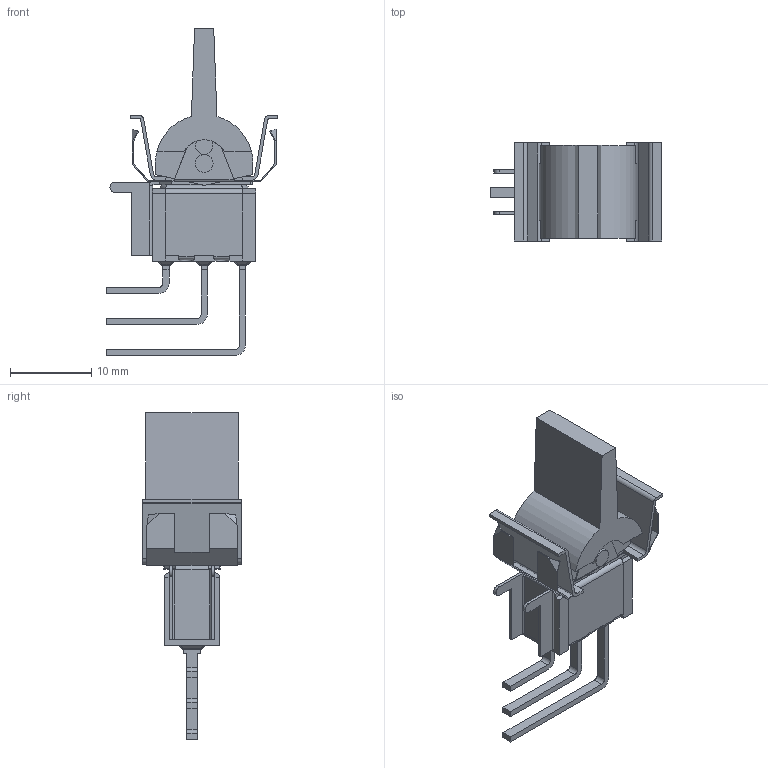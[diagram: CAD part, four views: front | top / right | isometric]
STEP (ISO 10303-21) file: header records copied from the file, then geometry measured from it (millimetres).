
FILE_DESCRIPTION(/* description */ (''),/* implementation_level */ '2;1');
FILE_NAME(/* name */ '300SPxR8xxxM7xE.stp',/* time_stamp */ '2026-01-23T21:49:40-06:00',/* author */ ('jmeyers'),/* organization */ (''),/* preprocessor_version */ 'ST-DEVELOPER v18.1',/* originating_system */ 'Autodesk Inventor 2022',/* authorisation */ '');
FILE_SCHEMA (('AUTOMOTIVE_DESIGN { 1 0 10303 214 3 1 1 }'));
Length unit declared in the file: inch
Products named in the file (1): Part13
Bounding box: 21.15 x 12.07 x 40.22 mm (x, y, z)
Volume: 1872.8 mm3; surface area: 3144.8 mm2
Topology: 1 solids, 4 shells, 440 faces, 1192 edges, 746 vertices
Faces by surface type: plane 336, cylinder 90, sphere 12, torus 2
Full cylindrical faces by diameter (mm): 2.2 x4, 3.2 x1, 5.2 x1
Entity records: 13647 total; most frequent: CARTESIAN_POINT 2435, ORIENTED_EDGE 2360, DIRECTION 2276, EDGE_CURVE 1180, LINE 942, VECTOR 942, VERTEX_POINT 746, AXIS2_PLACEMENT_3D 667
